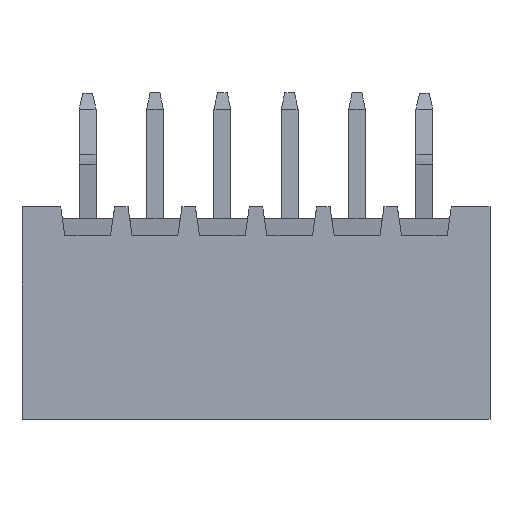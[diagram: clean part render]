
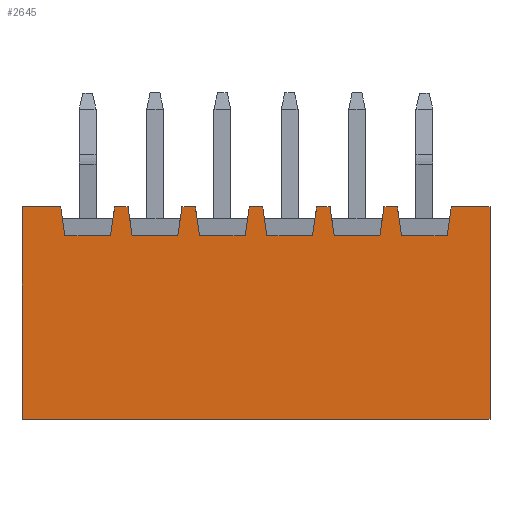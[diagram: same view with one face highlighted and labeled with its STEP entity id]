
A CAD part, top view. The second image highlights one B-rep face of the part: STEP entity #2645.
In plain terms, the highlighted planar face has unit normal (0, 0, 1).
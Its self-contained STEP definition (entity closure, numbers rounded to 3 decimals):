
#146=DIRECTION('',(-0.141,-0.99,0.));
#147=VECTOR('',#146,0.859);
#148=CARTESIAN_POINT('',(3.8,3.15,4.7));
#149=LINE('',#148,#147);
#150=DIRECTION('',(-1.,0.,0.));
#151=VECTOR('',#150,1.357);
#152=CARTESIAN_POINT('',(-4.321,2.3,4.7));
#153=LINE('',#152,#151);
#154=DIRECTION('',(-1.,0.,0.));
#155=VECTOR('',#154,0.4);
#156=CARTESIAN_POINT('',(-3.8,3.15,4.7));
#157=LINE('',#156,#155);
#158=DIRECTION('',(-1.,0.,0.));
#159=VECTOR('',#158,1.357);
#160=CARTESIAN_POINT('',(-2.321,2.3,4.7));
#161=LINE('',#160,#159);
#162=DIRECTION('',(-1.,0.,0.));
#163=VECTOR('',#162,0.4);
#164=CARTESIAN_POINT('',(-1.8,3.15,4.7));
#165=LINE('',#164,#163);
#166=DIRECTION('',(-1.,0.,0.));
#167=VECTOR('',#166,1.357);
#168=CARTESIAN_POINT('',(-0.321,2.3,4.7));
#169=LINE('',#168,#167);
#170=DIRECTION('',(-1.,0.,0.));
#171=VECTOR('',#170,0.4);
#172=CARTESIAN_POINT('',(0.2,3.15,4.7));
#173=LINE('',#172,#171);
#174=DIRECTION('',(-1.,0.,0.));
#175=VECTOR('',#174,1.357);
#176=CARTESIAN_POINT('',(1.679,2.3,4.7));
#177=LINE('',#176,#175);
#178=DIRECTION('',(-1.,0.,0.));
#179=VECTOR('',#178,0.4);
#180=CARTESIAN_POINT('',(2.2,3.15,4.7));
#181=LINE('',#180,#179);
#182=DIRECTION('',(-1.,0.,0.));
#183=VECTOR('',#182,1.357);
#184=CARTESIAN_POINT('',(3.679,2.3,4.7));
#185=LINE('',#184,#183);
#186=DIRECTION('',(-1.,0.,0.));
#187=VECTOR('',#186,0.4);
#188=CARTESIAN_POINT('',(4.2,3.15,4.7));
#189=LINE('',#188,#187);
#190=DIRECTION('',(-1.,0.,0.));
#191=VECTOR('',#190,1.357);
#192=CARTESIAN_POINT('',(5.679,2.3,4.7));
#193=LINE('',#192,#191);
#194=DIRECTION('',(-1.,0.,0.));
#195=VECTOR('',#194,1.15);
#196=CARTESIAN_POINT('',(6.95,3.15,4.7));
#197=LINE('',#196,#195);
#198=DIRECTION('',(0.,1.,0.));
#199=VECTOR('',#198,6.3);
#200=CARTESIAN_POINT('',(6.95,-3.15,4.7));
#201=LINE('',#200,#199);
#202=DIRECTION('',(1.,0.,0.));
#203=VECTOR('',#202,13.9);
#204=CARTESIAN_POINT('',(-6.95,-3.15,4.7));
#205=LINE('',#204,#203);
#206=DIRECTION('',(0.,-1.,0.));
#207=VECTOR('',#206,6.3);
#208=CARTESIAN_POINT('',(-6.95,3.15,4.7));
#209=LINE('',#208,#207);
#210=DIRECTION('',(-1.,0.,0.));
#211=VECTOR('',#210,1.15);
#212=CARTESIAN_POINT('',(-5.8,3.15,4.7));
#213=LINE('',#212,#211);
#366=DIRECTION('',(-0.141,0.99,0.));
#367=VECTOR('',#366,0.859);
#368=CARTESIAN_POINT('',(-5.679,2.3,4.7));
#369=LINE('',#368,#367);
#438=DIRECTION('',(-0.141,-0.99,0.));
#439=VECTOR('',#438,0.859);
#440=CARTESIAN_POINT('',(5.8,3.15,4.7));
#441=LINE('',#440,#439);
#594=DIRECTION('',(-0.141,0.99,0.));
#595=VECTOR('',#594,0.859);
#596=CARTESIAN_POINT('',(4.321,2.3,4.7));
#597=LINE('',#596,#595);
#1462=DIRECTION('',(-0.141,0.99,0.));
#1463=VECTOR('',#1462,0.859);
#1464=CARTESIAN_POINT('',(2.321,2.3,4.7));
#1465=LINE('',#1464,#1463);
#1566=DIRECTION('',(-0.141,-0.99,0.));
#1567=VECTOR('',#1566,0.859);
#1568=CARTESIAN_POINT('',(1.8,3.15,4.7));
#1569=LINE('',#1568,#1567);
#1670=DIRECTION('',(-0.141,0.99,0.));
#1671=VECTOR('',#1670,0.859);
#1672=CARTESIAN_POINT('',(0.321,2.3,4.7));
#1673=LINE('',#1672,#1671);
#1674=DIRECTION('',(-0.141,-0.99,0.));
#1675=VECTOR('',#1674,0.859);
#1676=CARTESIAN_POINT('',(-0.2,3.15,4.7));
#1677=LINE('',#1676,#1675);
#1778=DIRECTION('',(-0.141,0.99,0.));
#1779=VECTOR('',#1778,0.859);
#1780=CARTESIAN_POINT('',(-1.679,2.3,4.7));
#1781=LINE('',#1780,#1779);
#1782=DIRECTION('',(-0.141,-0.99,0.));
#1783=VECTOR('',#1782,0.859);
#1784=CARTESIAN_POINT('',(-2.2,3.15,4.7));
#1785=LINE('',#1784,#1783);
#1886=DIRECTION('',(-0.141,0.99,0.));
#1887=VECTOR('',#1886,0.859);
#1888=CARTESIAN_POINT('',(-3.679,2.3,4.7));
#1889=LINE('',#1888,#1887);
#1890=DIRECTION('',(-0.141,-0.99,0.));
#1891=VECTOR('',#1890,0.859);
#1892=CARTESIAN_POINT('',(-4.2,3.15,4.7));
#1893=LINE('',#1892,#1891);
#1902=CARTESIAN_POINT('',(-6.95,3.15,4.7));
#1903=CARTESIAN_POINT('',(-6.95,-3.15,4.7));
#1904=VERTEX_POINT('',#1902);
#1905=VERTEX_POINT('',#1903);
#1906=CARTESIAN_POINT('',(6.95,-3.15,4.7));
#1907=VERTEX_POINT('',#1906);
#1908=CARTESIAN_POINT('',(6.95,3.15,4.7));
#1909=VERTEX_POINT('',#1908);
#2370=CARTESIAN_POINT('',(5.8,3.15,4.7));
#2371=VERTEX_POINT('',#2370);
#2376=CARTESIAN_POINT('',(3.8,3.15,4.7));
#2377=VERTEX_POINT('',#2376);
#2382=CARTESIAN_POINT('',(4.2,3.15,4.7));
#2383=VERTEX_POINT('',#2382);
#2388=CARTESIAN_POINT('',(2.2,3.15,4.7));
#2389=VERTEX_POINT('',#2388);
#2394=CARTESIAN_POINT('',(1.8,3.15,4.7));
#2395=VERTEX_POINT('',#2394);
#2400=CARTESIAN_POINT('',(0.2,3.15,4.7));
#2401=VERTEX_POINT('',#2400);
#2406=CARTESIAN_POINT('',(-0.2,3.15,4.7));
#2407=VERTEX_POINT('',#2406);
#2412=CARTESIAN_POINT('',(-1.8,3.15,4.7));
#2413=VERTEX_POINT('',#2412);
#2418=CARTESIAN_POINT('',(-2.2,3.15,4.7));
#2419=VERTEX_POINT('',#2418);
#2424=CARTESIAN_POINT('',(-3.8,3.15,4.7));
#2425=VERTEX_POINT('',#2424);
#2430=CARTESIAN_POINT('',(-4.2,3.15,4.7));
#2431=VERTEX_POINT('',#2430);
#2436=CARTESIAN_POINT('',(-5.8,3.15,4.7));
#2437=VERTEX_POINT('',#2436);
#2442=CARTESIAN_POINT('',(-4.321,2.3,4.7));
#2443=CARTESIAN_POINT('',(-5.679,2.3,4.7));
#2444=VERTEX_POINT('',#2442);
#2445=VERTEX_POINT('',#2443);
#2450=CARTESIAN_POINT('',(-2.321,2.3,4.7));
#2451=CARTESIAN_POINT('',(-3.679,2.3,4.7));
#2452=VERTEX_POINT('',#2450);
#2453=VERTEX_POINT('',#2451);
#2458=CARTESIAN_POINT('',(-0.321,2.3,4.7));
#2459=CARTESIAN_POINT('',(-1.679,2.3,4.7));
#2460=VERTEX_POINT('',#2458);
#2461=VERTEX_POINT('',#2459);
#2466=CARTESIAN_POINT('',(1.679,2.3,4.7));
#2467=CARTESIAN_POINT('',(0.321,2.3,4.7));
#2468=VERTEX_POINT('',#2466);
#2469=VERTEX_POINT('',#2467);
#2474=CARTESIAN_POINT('',(3.679,2.3,4.7));
#2475=CARTESIAN_POINT('',(2.321,2.3,4.7));
#2476=VERTEX_POINT('',#2474);
#2477=VERTEX_POINT('',#2475);
#2482=CARTESIAN_POINT('',(5.679,2.3,4.7));
#2483=CARTESIAN_POINT('',(4.321,2.3,4.7));
#2484=VERTEX_POINT('',#2482);
#2485=VERTEX_POINT('',#2483);
#2583=CARTESIAN_POINT('',(0.,0.,4.7));
#2584=DIRECTION('',(0.,0.,1.));
#2585=DIRECTION('',(1.,0.,0.));
#2586=AXIS2_PLACEMENT_3D('',#2583,#2584,#2585);
#2587=PLANE('',#2586);
#2589=ORIENTED_EDGE('',*,*,#2588,.F.);
#2591=ORIENTED_EDGE('',*,*,#2590,.F.);
#2593=ORIENTED_EDGE('',*,*,#2592,.F.);
#2595=ORIENTED_EDGE('',*,*,#2594,.F.);
#2597=ORIENTED_EDGE('',*,*,#2596,.F.);
#2599=ORIENTED_EDGE('',*,*,#2598,.F.);
#2601=ORIENTED_EDGE('',*,*,#2600,.F.);
#2603=ORIENTED_EDGE('',*,*,#2602,.F.);
#2605=ORIENTED_EDGE('',*,*,#2604,.F.);
#2607=ORIENTED_EDGE('',*,*,#2606,.F.);
#2609=ORIENTED_EDGE('',*,*,#2608,.F.);
#2611=ORIENTED_EDGE('',*,*,#2610,.F.);
#2613=ORIENTED_EDGE('',*,*,#2612,.F.);
#2615=ORIENTED_EDGE('',*,*,#2614,.F.);
#2617=ORIENTED_EDGE('',*,*,#2616,.F.);
#2619=ORIENTED_EDGE('',*,*,#2618,.F.);
#2621=ORIENTED_EDGE('',*,*,#2620,.F.);
#2622=ORIENTED_EDGE('',*,*,#2571,.F.);
#2624=ORIENTED_EDGE('',*,*,#2623,.F.);
#2626=ORIENTED_EDGE('',*,*,#2625,.F.);
#2628=ORIENTED_EDGE('',*,*,#2627,.F.);
#2630=ORIENTED_EDGE('',*,*,#2629,.F.);
#2632=ORIENTED_EDGE('',*,*,#2631,.F.);
#2634=ORIENTED_EDGE('',*,*,#2633,.F.);
#2636=ORIENTED_EDGE('',*,*,#2635,.F.);
#2638=ORIENTED_EDGE('',*,*,#2637,.F.);
#2640=ORIENTED_EDGE('',*,*,#2639,.F.);
#2642=ORIENTED_EDGE('',*,*,#2641,.F.);
#2643=EDGE_LOOP('',(#2589,#2591,#2593,#2595,#2597,#2599,#2601,#2603,#2605,#2607,
#2609,#2611,#2613,#2615,#2617,#2619,#2621,#2622,#2624,#2626,#2628,#2630,#2632,
#2634,#2636,#2638,#2640,#2642));
#2644=FACE_OUTER_BOUND('',#2643,.F.);
#2571=EDGE_CURVE('',#2377,#2476,#149,.T.);
#2588=EDGE_CURVE('',#2444,#2445,#153,.T.);
#2590=EDGE_CURVE('',#2431,#2444,#1893,.T.);
#2592=EDGE_CURVE('',#2425,#2431,#157,.T.);
#2594=EDGE_CURVE('',#2453,#2425,#1889,.T.);
#2596=EDGE_CURVE('',#2452,#2453,#161,.T.);
#2598=EDGE_CURVE('',#2419,#2452,#1785,.T.);
#2600=EDGE_CURVE('',#2413,#2419,#165,.T.);
#2602=EDGE_CURVE('',#2461,#2413,#1781,.T.);
#2604=EDGE_CURVE('',#2460,#2461,#169,.T.);
#2606=EDGE_CURVE('',#2407,#2460,#1677,.T.);
#2608=EDGE_CURVE('',#2401,#2407,#173,.T.);
#2610=EDGE_CURVE('',#2469,#2401,#1673,.T.);
#2612=EDGE_CURVE('',#2468,#2469,#177,.T.);
#2614=EDGE_CURVE('',#2395,#2468,#1569,.T.);
#2616=EDGE_CURVE('',#2389,#2395,#181,.T.);
#2618=EDGE_CURVE('',#2477,#2389,#1465,.T.);
#2620=EDGE_CURVE('',#2476,#2477,#185,.T.);
#2623=EDGE_CURVE('',#2383,#2377,#189,.T.);
#2625=EDGE_CURVE('',#2485,#2383,#597,.T.);
#2627=EDGE_CURVE('',#2484,#2485,#193,.T.);
#2629=EDGE_CURVE('',#2371,#2484,#441,.T.);
#2631=EDGE_CURVE('',#1909,#2371,#197,.T.);
#2633=EDGE_CURVE('',#1907,#1909,#201,.T.);
#2635=EDGE_CURVE('',#1905,#1907,#205,.T.);
#2637=EDGE_CURVE('',#1904,#1905,#209,.T.);
#2639=EDGE_CURVE('',#2437,#1904,#213,.T.);
#2641=EDGE_CURVE('',#2445,#2437,#369,.T.);
#2645=ADVANCED_FACE('',(#2644),#2587,.T.);
